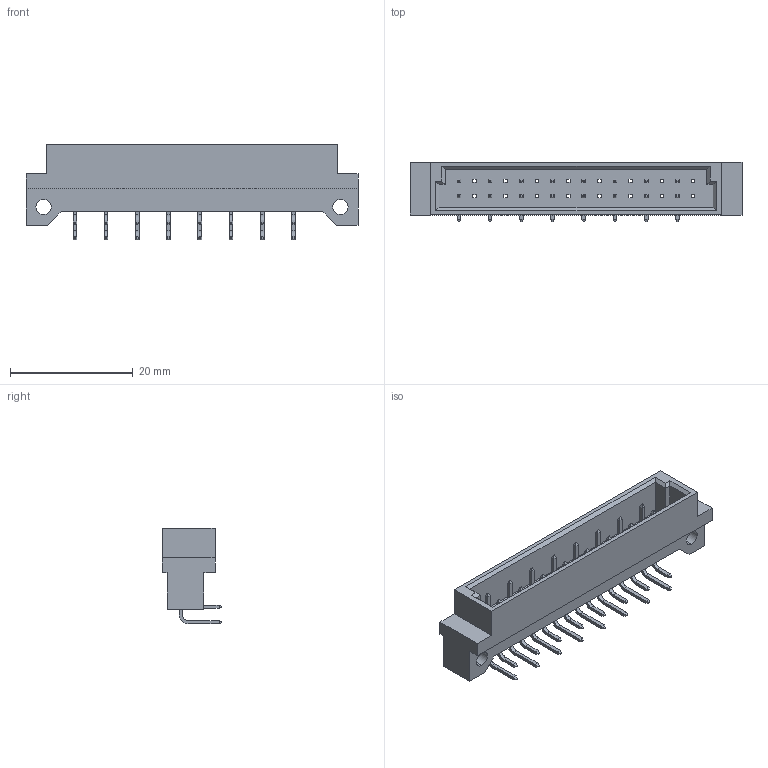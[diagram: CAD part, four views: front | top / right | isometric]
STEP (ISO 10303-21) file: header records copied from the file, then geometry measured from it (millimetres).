
FILE_DESCRIPTION (( 'STEP AP203' ), '1' );
FILE_NAME ('463-016-660-222.STEP', '2019-11-11T15:41:28', ( '' ), ( '' ), 'SwSTEP 2.0', 'SolidWorks 2020', '' );
FILE_SCHEMA (( 'CONFIG_CONTROL_DESIGN' ));
Length unit declared in the file: millimetre
Products named in the file (4): 463 Part_32; 463-016-660-222; 463-290-1; 463-290-2
Assembly tree (17 placements, depth 2):
  463-016-660-222
    463 Part_32
    463-290-1  x8
    463-290-2  x8
Bounding box: 54 x 9.7 x 15.53 mm (x, y, z)
Volume: 2649.7 mm3; surface area: 3901.6 mm2
Topology: 17 solids, 17 shells, 455 faces, 1124 edges, 704 vertices
Faces by surface type: plane 419, cylinder 36
Entity records: 7340 total; most frequent: CARTESIAN_POINT 1155, ORIENTED_EDGE 1128, DIRECTION 1026, EDGE_CURVE 564, LINE 548, VECTOR 548, VERTEX_POINT 368, EDGE_LOOP 272
